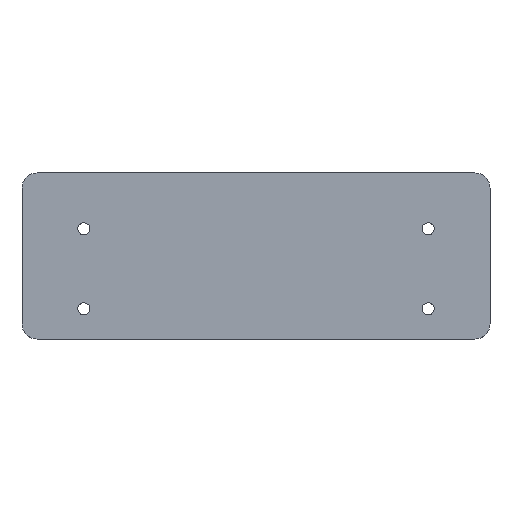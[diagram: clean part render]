
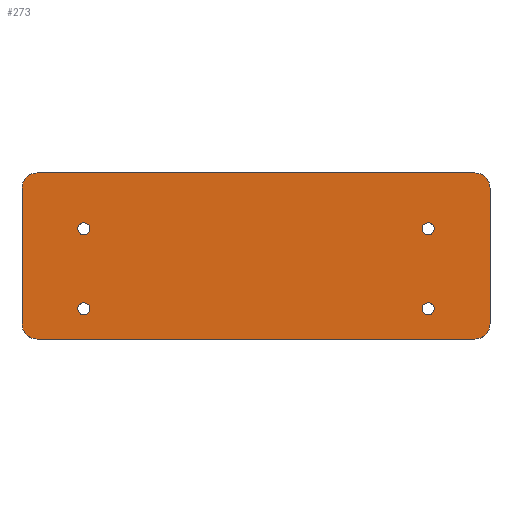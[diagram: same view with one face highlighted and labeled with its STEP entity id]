
A CAD part, top view. The second image highlights one B-rep face of the part: STEP entity #273.
In plain terms, the highlighted planar face has unit normal (0, 0, 1).
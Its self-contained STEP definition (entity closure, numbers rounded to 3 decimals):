
#15=FACE_BOUND('',#56,.T.);
#16=FACE_BOUND('',#57,.T.);
#17=FACE_BOUND('',#58,.T.);
#18=FACE_BOUND('',#59,.T.);
#27=PLANE('',#326);
#41=FACE_OUTER_BOUND('',#55,.T.);
#55=EDGE_LOOP('',(#229,#230,#231,#232,#233,#234,#235,#236));
#56=EDGE_LOOP('',(#237));
#57=EDGE_LOOP('',(#238));
#58=EDGE_LOOP('',(#239));
#59=EDGE_LOOP('',(#240));
#72=LINE('',#448,#92);
#76=LINE('',#460,#96);
#80=LINE('',#472,#100);
#84=LINE('',#482,#104);
#92=VECTOR('',#369,10.);
#96=VECTOR('',#381,10.);
#100=VECTOR('',#393,10.);
#104=VECTOR('',#405,10.);
#105=CIRCLE('',#299,4.);
#107=CIRCLE('',#302,4.);
#109=CIRCLE('',#305,4.);
#111=CIRCLE('',#308,4.);
#114=CIRCLE('',#312,10.);
#116=CIRCLE('',#316,10.);
#118=CIRCLE('',#320,10.);
#120=CIRCLE('',#324,10.);
#121=VERTEX_POINT('',#412);
#123=VERTEX_POINT('',#418);
#125=VERTEX_POINT('',#424);
#127=VERTEX_POINT('',#430);
#131=VERTEX_POINT('',#439);
#132=VERTEX_POINT('',#441);
#134=VERTEX_POINT('',#447);
#136=VERTEX_POINT('',#453);
#138=VERTEX_POINT('',#459);
#140=VERTEX_POINT('',#465);
#142=VERTEX_POINT('',#471);
#144=VERTEX_POINT('',#477);
#145=EDGE_CURVE('',#121,#121,#105,.T.);
#148=EDGE_CURVE('',#123,#123,#107,.T.);
#151=EDGE_CURVE('',#125,#125,#109,.T.);
#154=EDGE_CURVE('',#127,#127,#111,.T.);
#159=EDGE_CURVE('',#132,#131,#114,.T.);
#162=EDGE_CURVE('',#134,#132,#72,.T.);
#165=EDGE_CURVE('',#136,#134,#116,.T.);
#168=EDGE_CURVE('',#138,#136,#76,.T.);
#171=EDGE_CURVE('',#140,#138,#118,.T.);
#174=EDGE_CURVE('',#142,#140,#80,.T.);
#177=EDGE_CURVE('',#144,#142,#120,.T.);
#180=EDGE_CURVE('',#131,#144,#84,.T.);
#229=ORIENTED_EDGE('',*,*,#180,.T.);
#230=ORIENTED_EDGE('',*,*,#177,.T.);
#231=ORIENTED_EDGE('',*,*,#174,.T.);
#232=ORIENTED_EDGE('',*,*,#171,.T.);
#233=ORIENTED_EDGE('',*,*,#168,.T.);
#234=ORIENTED_EDGE('',*,*,#165,.T.);
#235=ORIENTED_EDGE('',*,*,#162,.T.);
#236=ORIENTED_EDGE('',*,*,#159,.T.);
#237=ORIENTED_EDGE('',*,*,#154,.T.);
#238=ORIENTED_EDGE('',*,*,#151,.T.);
#239=ORIENTED_EDGE('',*,*,#148,.T.);
#240=ORIENTED_EDGE('',*,*,#145,.T.);
#273=ADVANCED_FACE('',(#41,#15,#16,#17,#18),#27,.T.);
#299=AXIS2_PLACEMENT_3D('',#413,#332,#333);
#302=AXIS2_PLACEMENT_3D('',#419,#339,#340);
#305=AXIS2_PLACEMENT_3D('',#425,#346,#347);
#308=AXIS2_PLACEMENT_3D('',#431,#353,#354);
#312=AXIS2_PLACEMENT_3D('',#442,#363,#364);
#316=AXIS2_PLACEMENT_3D('',#454,#375,#376);
#320=AXIS2_PLACEMENT_3D('',#466,#387,#388);
#324=AXIS2_PLACEMENT_3D('',#478,#399,#400);
#326=AXIS2_PLACEMENT_3D('',#483,#406,#407);
#332=DIRECTION('center_axis',(0.,0.,-1.));
#333=DIRECTION('ref_axis',(-1.,0.,0.));
#339=DIRECTION('center_axis',(0.,0.,-1.));
#340=DIRECTION('ref_axis',(-1.,0.,0.));
#346=DIRECTION('center_axis',(0.,0.,-1.));
#347=DIRECTION('ref_axis',(-1.,0.,0.));
#353=DIRECTION('center_axis',(0.,0.,-1.));
#354=DIRECTION('ref_axis',(-1.,0.,0.));
#363=DIRECTION('center_axis',(0.,0.,1.));
#364=DIRECTION('ref_axis',(-1.,0.,0.));
#369=DIRECTION('',(0.,-1.,0.));
#375=DIRECTION('center_axis',(0.,0.,1.));
#376=DIRECTION('ref_axis',(0.,1.,0.));
#381=DIRECTION('',(-1.,0.,0.));
#387=DIRECTION('center_axis',(0.,0.,1.));
#388=DIRECTION('ref_axis',(1.,0.,0.));
#393=DIRECTION('',(0.,1.,0.));
#399=DIRECTION('center_axis',(0.,0.,1.));
#400=DIRECTION('ref_axis',(0.,-1.,0.));
#405=DIRECTION('',(1.,0.,0.));
#406=DIRECTION('center_axis',(0.,0.,1.));
#407=DIRECTION('ref_axis',(1.,0.,0.));
#412=CARTESIAN_POINT('',(45.,73.,10.));
#413=CARTESIAN_POINT('Origin',(41.,73.,10.));
#418=CARTESIAN_POINT('',(45.,20.,10.));
#419=CARTESIAN_POINT('Origin',(41.,20.,10.));
#424=CARTESIAN_POINT('',(273.,20.,10.));
#425=CARTESIAN_POINT('Origin',(269.,20.,10.));
#430=CARTESIAN_POINT('',(273.,73.,10.));
#431=CARTESIAN_POINT('Origin',(269.,73.,10.));
#439=CARTESIAN_POINT('',(10.,0.,10.));
#441=CARTESIAN_POINT('',(0.,10.,10.));
#442=CARTESIAN_POINT('Origin',(10.,10.,10.));
#447=CARTESIAN_POINT('',(0.,100.,10.));
#448=CARTESIAN_POINT('',(0.,100.,10.));
#453=CARTESIAN_POINT('',(10.,110.,10.));
#454=CARTESIAN_POINT('Origin',(10.,100.,10.));
#459=CARTESIAN_POINT('',(300.,110.,10.));
#460=CARTESIAN_POINT('',(300.,110.,10.));
#465=CARTESIAN_POINT('',(310.,100.,10.));
#466=CARTESIAN_POINT('Origin',(300.,100.,10.));
#471=CARTESIAN_POINT('',(310.,10.,10.));
#472=CARTESIAN_POINT('',(310.,10.,10.));
#477=CARTESIAN_POINT('',(300.,0.,10.));
#478=CARTESIAN_POINT('Origin',(300.,10.,10.));
#482=CARTESIAN_POINT('',(10.,0.,10.));
#483=CARTESIAN_POINT('Origin',(155.,55.,10.));
